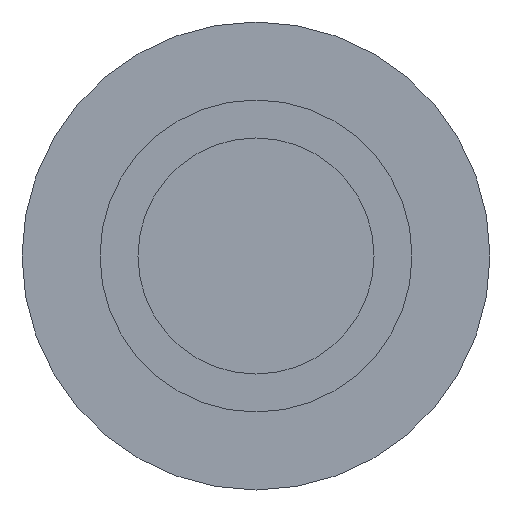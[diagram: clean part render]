
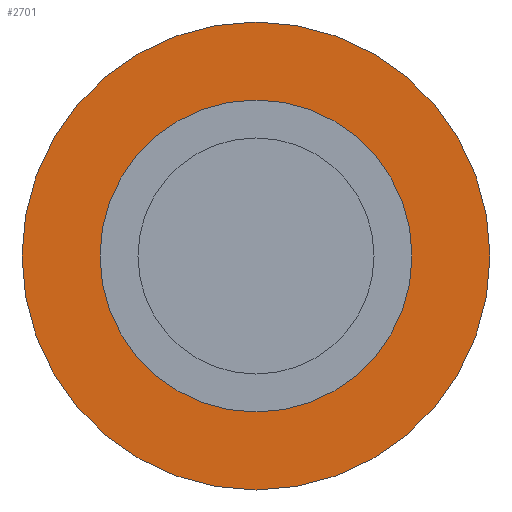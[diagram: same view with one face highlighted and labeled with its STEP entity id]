
A CAD part, left-side view. The second image highlights one B-rep face of the part: STEP entity #2701.
In plain terms, the highlighted planar face has unit normal (-1, 0, 0).
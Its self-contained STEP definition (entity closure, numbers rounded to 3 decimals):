
#74 = ORIENTED_EDGE ( 'NONE', *, *, #2109, .F. ) ;
#81 = CARTESIAN_POINT ( 'NONE',  ( 145.25, 105., 1.85 ) ) ;
#117 = EDGE_CURVE ( 'NONE', #1242, #2129, #1670, .T. ) ;
#194 = EDGE_LOOP ( 'NONE', ( #866, #1231 ) ) ;
#309 = CARTESIAN_POINT ( 'NONE',  ( 145.25, 105., 0. ) ) ;
#399 = DIRECTION ( 'NONE',  ( 0., 0., 1. ) ) ;
#446 = DIRECTION ( 'NONE',  ( 0., 0., 1. ) ) ;
#518 = AXIS2_PLACEMENT_3D ( 'NONE', #948, #2100, #1652 ) ;
#615 = CARTESIAN_POINT ( 'NONE',  ( 145.25, 105., 2.775 ) ) ;
#736 = FACE_BOUND ( 'NONE', #194, .T. ) ;
#766 = AXIS2_PLACEMENT_3D ( 'NONE', #1349, #2478, #446 ) ;
#836 = EDGE_CURVE ( 'NONE', #1415, #1140, #1108, .T. ) ;
#866 = ORIENTED_EDGE ( 'NONE', *, *, #2949, .F. ) ;
#948 = CARTESIAN_POINT ( 'NONE',  ( 145.25, 105., 0. ) ) ;
#973 = EDGE_LOOP ( 'NONE', ( #74, #2238 ) ) ;
#979 = FACE_OUTER_BOUND ( 'NONE', #973, .T. ) ;
#1066 = DIRECTION ( 'NONE',  ( 1., 0., 0. ) ) ;
#1108 = CIRCLE ( 'NONE', #2824, 1.85 ) ;
#1140 = VERTEX_POINT ( 'NONE', #81 ) ;
#1231 = ORIENTED_EDGE ( 'NONE', *, *, #836, .F. ) ;
#1242 = VERTEX_POINT ( 'NONE', #2835 ) ;
#1245 = PLANE ( 'NONE',  #2047 ) ;
#1349 = CARTESIAN_POINT ( 'NONE',  ( 145.25, 105., 0. ) ) ;
#1415 = VERTEX_POINT ( 'NONE', #2675 ) ;
#1652 = DIRECTION ( 'NONE',  ( 0., 0., 1. ) ) ;
#1670 = CIRCLE ( 'NONE', #518, 2.775 ) ;
#1868 = DIRECTION ( 'NONE',  ( 0., 0., -1. ) ) ;
#1873 = DIRECTION ( 'NONE',  ( 0., 0., 1. ) ) ;
#2012 = CIRCLE ( 'NONE', #766, 1.85 ) ;
#2047 = AXIS2_PLACEMENT_3D ( 'NONE', #309, #2343, #1868 ) ;
#2100 = DIRECTION ( 'NONE',  ( 1., 0., 0. ) ) ;
#2109 = EDGE_CURVE ( 'NONE', #2129, #1242, #2608, .T. ) ;
#2129 = VERTEX_POINT ( 'NONE', #615 ) ;
#2227 = AXIS2_PLACEMENT_3D ( 'NONE', #2439, #1066, #399 ) ;
#2238 = ORIENTED_EDGE ( 'NONE', *, *, #117, .F. ) ;
#2343 = DIRECTION ( 'NONE',  ( 1., 0., 0. ) ) ;
#2439 = CARTESIAN_POINT ( 'NONE',  ( 145.25, 105., 0. ) ) ;
#2478 = DIRECTION ( 'NONE',  ( -1., 0., 0. ) ) ;
#2608 = CIRCLE ( 'NONE', #2227, 2.775 ) ;
#2675 = CARTESIAN_POINT ( 'NONE',  ( 145.25, 105., -1.85 ) ) ;
#2701 = ADVANCED_FACE ( 'NONE', ( #979, #736 ), #1245, .F. ) ;
#2789 = DIRECTION ( 'NONE',  ( -1., 0., 0. ) ) ;
#2824 = AXIS2_PLACEMENT_3D ( 'NONE', #2838, #2789, #1873 ) ;
#2835 = CARTESIAN_POINT ( 'NONE',  ( 145.25, 105., -2.775 ) ) ;
#2838 = CARTESIAN_POINT ( 'NONE',  ( 145.25, 105., 0. ) ) ;
#2949 = EDGE_CURVE ( 'NONE', #1140, #1415, #2012, .T. ) ;
